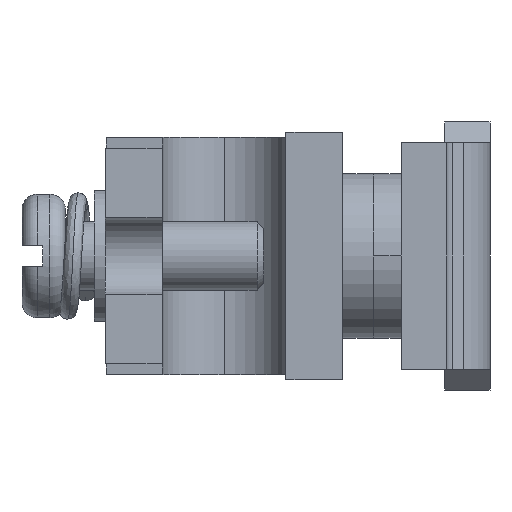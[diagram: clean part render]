
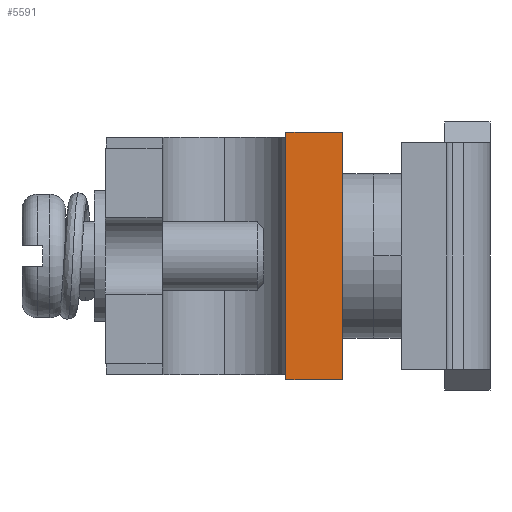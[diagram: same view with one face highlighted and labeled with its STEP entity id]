
A CAD part, left-side view. The second image highlights one B-rep face of the part: STEP entity #5591.
In plain terms, the highlighted face is planar.
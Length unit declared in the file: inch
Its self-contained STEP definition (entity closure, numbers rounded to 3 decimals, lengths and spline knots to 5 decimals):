
#41 = LINE ( 'NONE', #3174, #3559 ) ;
#258 = LINE ( 'NONE', #7166, #6598 ) ;
#517 = ORIENTED_EDGE ( 'NONE', *, *, #987, .T. ) ;
#900 = ORIENTED_EDGE ( 'NONE', *, *, #6743, .F. ) ;
#987 = EDGE_CURVE ( 'NONE', #1594, #7050, #41, .T. ) ;
#1464 = DIRECTION ( 'NONE',  ( 0., 0., -1. ) ) ;
#1594 = VERTEX_POINT ( 'NONE', #3973 ) ;
#1707 = CARTESIAN_POINT ( 'NONE',  ( 1.06791, 0., 0.23622 ) ) ;
#1856 = DIRECTION ( 'NONE',  ( 0., 0., -1. ) ) ;
#1885 = CARTESIAN_POINT ( 'NONE',  ( 1.06791, -0.10827, -0.23622 ) ) ;
#2111 = CARTESIAN_POINT ( 'NONE',  ( 1.06791, -0.10827, -0.23622 ) ) ;
#2136 = ORIENTED_EDGE ( 'NONE', *, *, #5461, .F. ) ;
#2831 = VECTOR ( 'NONE', #1464, 39.37008 ) ;
#3174 = CARTESIAN_POINT ( 'NONE',  ( 1.06791, -0.10827, -0.23622 ) ) ;
#3559 = VECTOR ( 'NONE', #5907, 39.37008 ) ;
#3643 = VERTEX_POINT ( 'NONE', #1707 ) ;
#3682 = VECTOR ( 'NONE', #1856, 39.37008 ) ;
#3855 = PLANE ( 'NONE',  #4321 ) ;
#3869 = EDGE_CURVE ( 'NONE', #6419, #1594, #5815, .T. ) ;
#3897 = ORIENTED_EDGE ( 'NONE', *, *, #3869, .T. ) ;
#3973 = CARTESIAN_POINT ( 'NONE',  ( 1.06791, -0.10827, -0.23622 ) ) ;
#4321 = AXIS2_PLACEMENT_3D ( 'NONE', #2111, #6536, #7082 ) ;
#4768 = CARTESIAN_POINT ( 'NONE',  ( 1.06791, -0.10827, 0.23622 ) ) ;
#5461 = EDGE_CURVE ( 'NONE', #3643, #7050, #7145, .T. ) ;
#5591 = ADVANCED_FACE ( 'NONE', ( #6373 ), #3855, .T. ) ;
#5815 = LINE ( 'NONE', #1885, #3682 ) ;
#5907 = DIRECTION ( 'NONE',  ( 0., 1., 0. ) ) ;
#5973 = CARTESIAN_POINT ( 'NONE',  ( 1.06791, 0., -0.23622 ) ) ;
#6373 = FACE_OUTER_BOUND ( 'NONE', #6979, .T. ) ;
#6419 = VERTEX_POINT ( 'NONE', #4768 ) ;
#6447 = CARTESIAN_POINT ( 'NONE',  ( 1.06791, 0., -0.23622 ) ) ;
#6536 = DIRECTION ( 'NONE',  ( 1., 0., 0. ) ) ;
#6573 = DIRECTION ( 'NONE',  ( 0., 1., 0. ) ) ;
#6598 = VECTOR ( 'NONE', #6573, 39.37008 ) ;
#6743 = EDGE_CURVE ( 'NONE', #6419, #3643, #258, .T. ) ;
#6979 = EDGE_LOOP ( 'NONE', ( #2136, #900, #3897, #517 ) ) ;
#7050 = VERTEX_POINT ( 'NONE', #5973 ) ;
#7082 = DIRECTION ( 'NONE',  ( 0., 0., -1. ) ) ;
#7145 = LINE ( 'NONE', #6447, #2831 ) ;
#7166 = CARTESIAN_POINT ( 'NONE',  ( 1.06791, -0.10827, 0.23622 ) ) ;
